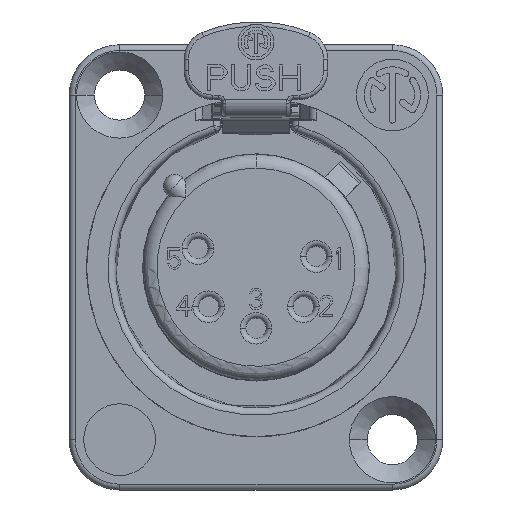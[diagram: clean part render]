
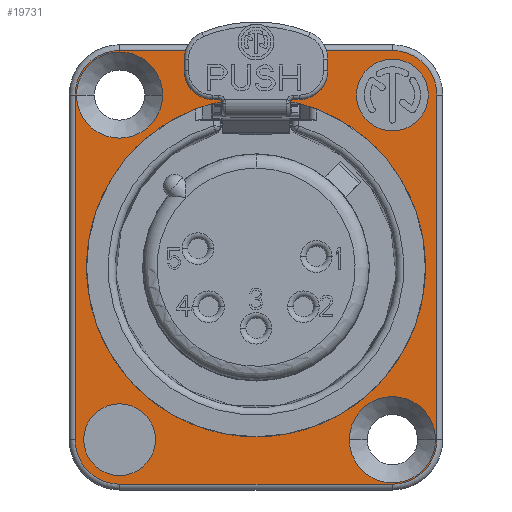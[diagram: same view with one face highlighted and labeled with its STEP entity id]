
A CAD part, top view. The second image highlights one B-rep face of the part: STEP entity #19731.
In plain terms, the highlighted planar face has unit normal (0, 0, 1).
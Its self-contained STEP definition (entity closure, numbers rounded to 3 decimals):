
#1314=CARTESIAN_POINT('',(-9.5,-12.,2.));
#1315=DIRECTION('',(0.,0.,1.));
#1316=DIRECTION('',(-1.,0.,0.));
#1317=AXIS2_PLACEMENT_3D('',#1314,#1315,#1316);
#1329=CARTESIAN_POINT('',(0.,0.,2.));
#1330=DIRECTION('',(0.,0.,1.));
#1331=DIRECTION('',(0.261,0.965,0.));
#1332=AXIS2_PLACEMENT_3D('',#1329,#1330,#1331);
#1334=CARTESIAN_POINT('',(9.5,-12.,2.));
#1335=DIRECTION('',(0.,0.,1.));
#1336=DIRECTION('',(-1.,0.,0.));
#1337=AXIS2_PLACEMENT_3D('',#1334,#1335,#1336);
#1339=CARTESIAN_POINT('',(9.5,-12.,2.));
#1340=DIRECTION('',(0.,0.,1.));
#1341=DIRECTION('',(1.,0.,0.));
#1342=AXIS2_PLACEMENT_3D('',#1339,#1340,#1341);
#1344=CARTESIAN_POINT('',(-9.5,12.,2.));
#1345=DIRECTION('',(0.,0.,1.));
#1346=DIRECTION('',(-1.,0.,0.));
#1347=AXIS2_PLACEMENT_3D('',#1344,#1345,#1346);
#1349=CARTESIAN_POINT('',(-9.5,12.,2.));
#1350=DIRECTION('',(0.,0.,1.));
#1351=DIRECTION('',(1.,0.,0.));
#1352=AXIS2_PLACEMENT_3D('',#1349,#1350,#1351);
#1354=CARTESIAN_POINT('',(9.5,12.,2.));
#1355=DIRECTION('',(0.,0.,1.));
#1356=DIRECTION('',(1.,0.,0.));
#1357=AXIS2_PLACEMENT_3D('',#1354,#1355,#1356);
#1359=CARTESIAN_POINT('',(9.5,12.,2.));
#1360=DIRECTION('',(0.,0.,1.));
#1361=DIRECTION('',(-1.,0.,0.));
#1362=AXIS2_PLACEMENT_3D('',#1359,#1360,#1361);
#1364=CARTESIAN_POINT('',(-9.5,-12.,2.));
#1365=DIRECTION('',(0.,0.,1.));
#1366=DIRECTION('',(1.,0.,0.));
#1367=AXIS2_PLACEMENT_3D('',#1364,#1365,#1366);
#1369=CARTESIAN_POINT('',(-9.5,-12.,2.));
#1370=DIRECTION('',(0.,0.,1.));
#1371=DIRECTION('',(-1.,0.,0.));
#1372=AXIS2_PLACEMENT_3D('',#1369,#1370,#1371);
#4685=CARTESIAN_POINT('',(3.078,11.391,2.));
#4687=CARTESIAN_POINT('',(0.,0.,2.));
#4688=DIRECTION('',(0.,0.,-1.));
#4689=DIRECTION('',(0.261,0.965,0.));
#4690=AXIS2_PLACEMENT_3D('',#4687,#4688,#4689);
#4713=CARTESIAN_POINT('',(-3.078,11.391,2.));
#12230=DIRECTION('',(0.,-1.,0.));
#12231=VECTOR('',#12230,24.);
#12232=CARTESIAN_POINT('',(-12.6,12.,2.));
#12233=LINE('',#12232,#12231);
#12251=CARTESIAN_POINT('',(-9.5,12.,2.));
#12252=DIRECTION('',(0.,0.,1.));
#12253=DIRECTION('',(0.,1.,0.));
#12254=AXIS2_PLACEMENT_3D('',#12251,#12252,#12253);
#12266=DIRECTION('',(-1.,0.,0.));
#12267=VECTOR('',#12266,19.);
#12268=CARTESIAN_POINT('',(9.5,15.1,2.));
#12269=LINE('',#12268,#12267);
#12287=CARTESIAN_POINT('',(9.5,12.,2.));
#12288=DIRECTION('',(0.,0.,1.));
#12289=DIRECTION('',(1.,0.,0.));
#12290=AXIS2_PLACEMENT_3D('',#12287,#12288,#12289);
#12302=DIRECTION('',(0.,1.,0.));
#12303=VECTOR('',#12302,24.);
#12304=CARTESIAN_POINT('',(12.6,-12.,2.));
#12305=LINE('',#12304,#12303);
#12323=CARTESIAN_POINT('',(9.5,-12.,2.));
#12324=DIRECTION('',(0.,0.,1.));
#12325=DIRECTION('',(0.,-1.,0.));
#12326=AXIS2_PLACEMENT_3D('',#12323,#12324,#12325);
#12338=DIRECTION('',(1.,0.,0.));
#12339=VECTOR('',#12338,19.);
#12340=CARTESIAN_POINT('',(-9.5,-15.1,2.));
#12341=LINE('',#12340,#12339);
#14740=VERTEX_POINT('',#4685);
#14744=VERTEX_POINT('',#4713);
#14757=CARTESIAN_POINT('',(6.5,-12.,2.));
#14758=CARTESIAN_POINT('',(12.5,-12.,2.));
#14759=VERTEX_POINT('',#14757);
#14760=VERTEX_POINT('',#14758);
#14773=CARTESIAN_POINT('',(-12.5,12.,2.));
#14774=CARTESIAN_POINT('',(-6.5,12.,2.));
#14775=VERTEX_POINT('',#14773);
#14776=VERTEX_POINT('',#14774);
#14785=CARTESIAN_POINT('',(12.,12.,2.));
#14786=CARTESIAN_POINT('',(7.,12.,2.));
#14787=VERTEX_POINT('',#14785);
#14788=VERTEX_POINT('',#14786);
#14789=CARTESIAN_POINT('',(-7.,-12.,2.));
#14790=CARTESIAN_POINT('',(-12.,-12.,2.));
#14791=VERTEX_POINT('',#14789);
#14792=VERTEX_POINT('',#14790);
#16113=CARTESIAN_POINT('',(-12.6,12.,2.));
#16114=CARTESIAN_POINT('',(-12.6,-12.,2.));
#16115=VERTEX_POINT('',#16113);
#16116=VERTEX_POINT('',#16114);
#16121=CARTESIAN_POINT('',(-9.5,-15.1,2.));
#16122=VERTEX_POINT('',#16121);
#16125=CARTESIAN_POINT('',(9.5,-15.1,2.));
#16126=VERTEX_POINT('',#16125);
#16129=CARTESIAN_POINT('',(12.6,-12.,2.));
#16130=VERTEX_POINT('',#16129);
#16133=CARTESIAN_POINT('',(12.6,12.,2.));
#16134=VERTEX_POINT('',#16133);
#16137=CARTESIAN_POINT('',(9.5,15.1,2.));
#16138=VERTEX_POINT('',#16137);
#16141=CARTESIAN_POINT('',(-9.5,15.1,2.));
#16142=VERTEX_POINT('',#16141);
#19679=CARTESIAN_POINT('',(0.,0.,2.));
#19680=DIRECTION('',(0.,0.,1.));
#19681=DIRECTION('',(1.,0.,0.));
#19682=AXIS2_PLACEMENT_3D('',#19679,#19680,#19681);
#19683=PLANE('',#19682);
#19685=ORIENTED_EDGE('',*,*,#19684,.F.);
#19687=ORIENTED_EDGE('',*,*,#19686,.F.);
#19689=ORIENTED_EDGE('',*,*,#19688,.F.);
#19691=ORIENTED_EDGE('',*,*,#19690,.F.);
#19693=ORIENTED_EDGE('',*,*,#19692,.F.);
#19695=ORIENTED_EDGE('',*,*,#19694,.F.);
#19697=ORIENTED_EDGE('',*,*,#19696,.F.);
#19698=ORIENTED_EDGE('',*,*,#19669,.F.);
#19699=EDGE_LOOP('',(#19685,#19687,#19689,#19691,#19693,#19695,#19697,#19698));
#19700=FACE_OUTER_BOUND('',#19699,.F.);
#19702=ORIENTED_EDGE('',*,*,#19701,.T.);
#19704=ORIENTED_EDGE('',*,*,#19703,.T.);
#19705=EDGE_LOOP('',(#19702,#19704));
#19706=FACE_BOUND('',#19705,.F.);
#19708=ORIENTED_EDGE('',*,*,#19707,.T.);
#19710=ORIENTED_EDGE('',*,*,#19709,.T.);
#19711=EDGE_LOOP('',(#19708,#19710));
#19712=FACE_BOUND('',#19711,.F.);
#19714=ORIENTED_EDGE('',*,*,#19713,.T.);
#19716=ORIENTED_EDGE('',*,*,#19715,.T.);
#19717=EDGE_LOOP('',(#19714,#19716));
#19718=FACE_BOUND('',#19717,.F.);
#19720=ORIENTED_EDGE('',*,*,#19719,.T.);
#19722=ORIENTED_EDGE('',*,*,#19721,.T.);
#19723=EDGE_LOOP('',(#19720,#19722));
#19724=FACE_BOUND('',#19723,.F.);
#19726=ORIENTED_EDGE('',*,*,#19725,.T.);
#19728=ORIENTED_EDGE('',*,*,#19727,.F.);
#19729=EDGE_LOOP('',(#19726,#19728));
#19730=FACE_BOUND('',#19729,.F.);
#19731=ADVANCED_FACE('',(#19700,#19706,#19712,#19718,#19724,#19730),#19683,.T.);
#1318=CIRCLE('',#1317,3.1);
#1333=CIRCLE('',#1332,11.8);
#1338=CIRCLE('',#1337,3.);
#1343=CIRCLE('',#1342,3.);
#1348=CIRCLE('',#1347,3.);
#1353=CIRCLE('',#1352,3.);
#1358=CIRCLE('',#1357,2.5);
#1363=CIRCLE('',#1362,2.5);
#1368=CIRCLE('',#1367,2.5);
#1373=CIRCLE('',#1372,2.5);
#4691=CIRCLE('',#4690,11.8);
#12255=CIRCLE('',#12254,3.1);
#12291=CIRCLE('',#12290,3.1);
#12327=CIRCLE('',#12326,3.1);
#19669=EDGE_CURVE('',#16116,#16122,#1318,.T.);
#19684=EDGE_CURVE('',#16115,#16116,#12233,.T.);
#19686=EDGE_CURVE('',#16142,#16115,#12255,.T.);
#19688=EDGE_CURVE('',#16138,#16142,#12269,.T.);
#19690=EDGE_CURVE('',#16134,#16138,#12291,.T.);
#19692=EDGE_CURVE('',#16130,#16134,#12305,.T.);
#19694=EDGE_CURVE('',#16126,#16130,#12327,.T.);
#19696=EDGE_CURVE('',#16122,#16126,#12341,.T.);
#19701=EDGE_CURVE('',#14759,#14760,#1338,.T.);
#19703=EDGE_CURVE('',#14760,#14759,#1343,.T.);
#19707=EDGE_CURVE('',#14775,#14776,#1348,.T.);
#19709=EDGE_CURVE('',#14776,#14775,#1353,.T.);
#19713=EDGE_CURVE('',#14787,#14788,#1358,.T.);
#19715=EDGE_CURVE('',#14788,#14787,#1363,.T.);
#19719=EDGE_CURVE('',#14791,#14792,#1368,.T.);
#19721=EDGE_CURVE('',#14792,#14791,#1373,.T.);
#19725=EDGE_CURVE('',#14740,#14744,#1333,.T.);
#19727=EDGE_CURVE('',#14740,#14744,#4691,.T.);
